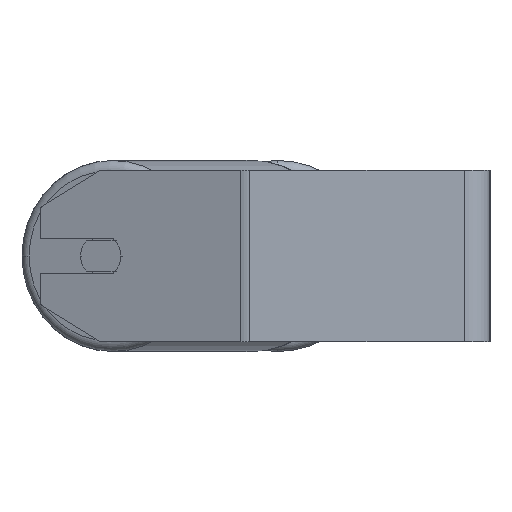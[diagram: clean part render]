
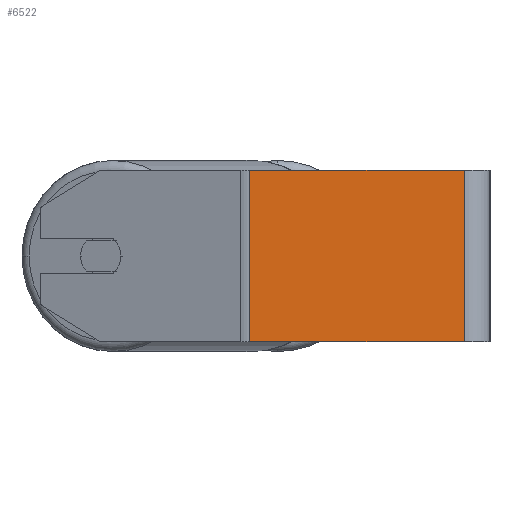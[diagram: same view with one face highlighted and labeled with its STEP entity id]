
A CAD part, left-side view. The second image highlights one B-rep face of the part: STEP entity #6522.
In plain terms, the highlighted planar face has unit normal (-1, 0, 0).
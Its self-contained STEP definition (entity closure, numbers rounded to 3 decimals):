
#125 = CARTESIAN_POINT ( 'NONE',  ( -360., 12., 40. ) ) ;
#171 = DIRECTION ( 'NONE',  ( 0., 0., -1. ) ) ;
#441 = VECTOR ( 'NONE', #1537, 1000. ) ;
#826 = CARTESIAN_POINT ( 'NONE',  ( -360., 111.874, 40. ) ) ;
#1445 = CARTESIAN_POINT ( 'NONE',  ( -360., 113.99, 40. ) ) ;
#1537 = DIRECTION ( 'NONE',  ( 0., 0., -1. ) ) ;
#1621 = VECTOR ( 'NONE', #5329, 1000. ) ;
#1695 = VERTEX_POINT ( 'NONE', #8738 ) ;
#1947 = FACE_OUTER_BOUND ( 'NONE', #4350, .T. ) ;
#1967 = CARTESIAN_POINT ( 'NONE',  ( -360., 12., 40. ) ) ;
#1983 = ORIENTED_EDGE ( 'NONE', *, *, #5154, .T. ) ;
#2667 = ORIENTED_EDGE ( 'NONE', *, *, #8157, .F. ) ;
#2867 = CARTESIAN_POINT ( 'NONE',  ( -360., 113.99, -40. ) ) ;
#3022 = VERTEX_POINT ( 'NONE', #7187 ) ;
#3262 = CARTESIAN_POINT ( 'NONE',  ( -360., 111.874, 40. ) ) ;
#3985 = LINE ( 'NONE', #1445, #1621 ) ;
#3990 = VECTOR ( 'NONE', #4285, 1000. ) ;
#4073 = PLANE ( 'NONE',  #6846 ) ;
#4285 = DIRECTION ( 'NONE',  ( 0., -1., 0. ) ) ;
#4350 = EDGE_LOOP ( 'NONE', ( #1983, #6609, #2667, #8511 ) ) ;
#4711 = DIRECTION ( 'NONE',  ( 0., 0., -1. ) ) ;
#4775 = EDGE_CURVE ( 'NONE', #6128, #1695, #6165, .T. ) ;
#4840 = CARTESIAN_POINT ( 'NONE',  ( -360., 113.99, 40. ) ) ;
#5063 = VERTEX_POINT ( 'NONE', #1967 ) ;
#5154 = EDGE_CURVE ( 'NONE', #1695, #3022, #5526, .T. ) ;
#5329 = DIRECTION ( 'NONE',  ( 0., -1., 0. ) ) ;
#5526 = LINE ( 'NONE', #2867, #3990 ) ;
#6128 = VERTEX_POINT ( 'NONE', #3262 ) ;
#6165 = LINE ( 'NONE', #826, #441 ) ;
#6522 = ADVANCED_FACE ( 'NONE', ( #1947 ), #4073, .F. ) ;
#6609 = ORIENTED_EDGE ( 'NONE', *, *, #6689, .F. ) ;
#6689 = EDGE_CURVE ( 'NONE', #5063, #3022, #8404, .T. ) ;
#6846 = AXIS2_PLACEMENT_3D ( 'NONE', #4840, #8145, #4711 ) ;
#7187 = CARTESIAN_POINT ( 'NONE',  ( -360., 12., -40. ) ) ;
#8106 = VECTOR ( 'NONE', #171, 1000. ) ;
#8145 = DIRECTION ( 'NONE',  ( 1., 0., 0. ) ) ;
#8157 = EDGE_CURVE ( 'NONE', #6128, #5063, #3985, .T. ) ;
#8404 = LINE ( 'NONE', #125, #8106 ) ;
#8511 = ORIENTED_EDGE ( 'NONE', *, *, #4775, .T. ) ;
#8738 = CARTESIAN_POINT ( 'NONE',  ( -360., 111.874, -40. ) ) ;
